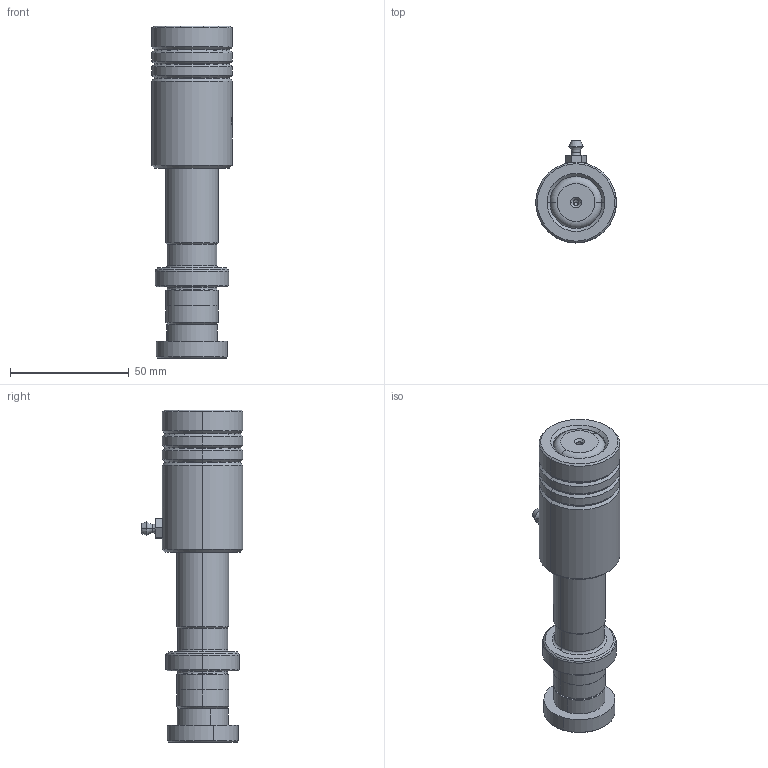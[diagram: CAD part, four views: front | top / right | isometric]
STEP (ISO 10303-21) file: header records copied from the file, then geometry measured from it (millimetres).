
FILE_DESCRIPTION (( 'STEP AP214' ), '1' );
FILE_NAME ('HRD-D22-L110(BL-60).STEP', '2021-09-27T08:28:10', ( '' ), ( '' ), 'SwSTEP 2.0', 'SolidWorks 2016', '' );
FILE_SCHEMA (( 'AUTOMOTIVE_DESIGN' ));
Length unit declared in the file: millimetre
Products named in the file (12): 蛁蚐郲; TRP蹟簽D22; LXB-D34-d22-L60郪蚾; TRP-D22-L110; LXB-D34-d22-L60; HRD-D22-L110(BL-60)
Assembly tree (7 placements, depth 3):
  蛁蚐郲
  TRP蹟簽D22
  HRD-D22-L110(BL-60)
    TRP-D22-L110
    TRP蹟簽D22
    LXB-D34-d22-L60郪蚾
      LXB-D34-d22-L60
      蛁蚐郲
  TRP-D22-L110
  HRD-D22-L110(BL-60)
    LXB-D34-d22-L60郪蚾
      LXB-D34-d22-L60
Bounding box: 34 x 43 x 140 mm (x, y, z)
Volume: 85053.3 mm3; surface area: 26220.6 mm2
Topology: 4 solids, 4 shells, 163 faces, 364 edges, 218 vertices
Faces by surface type: cylinder 49, cone 42, plane 30, torus 28, bspline 14
Entity records: 8615 total; most frequent: CARTESIAN_POINT 4688, DIRECTION 800, ORIENTED_EDGE 716, EDGE_CURVE 358, AXIS2_PLACEMENT_3D 341, VERTEX_POINT 214, EDGE_LOOP 182, CIRCLE 177
